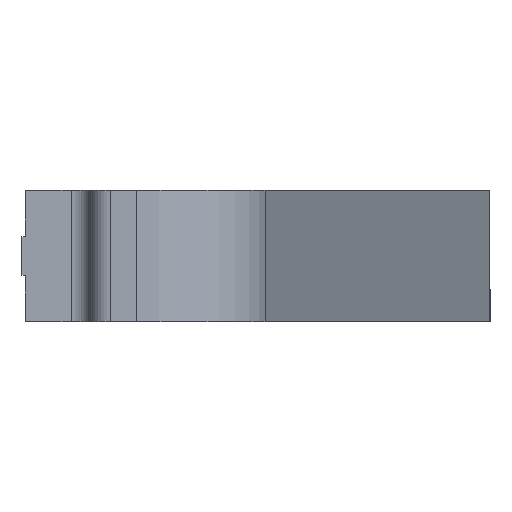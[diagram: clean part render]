
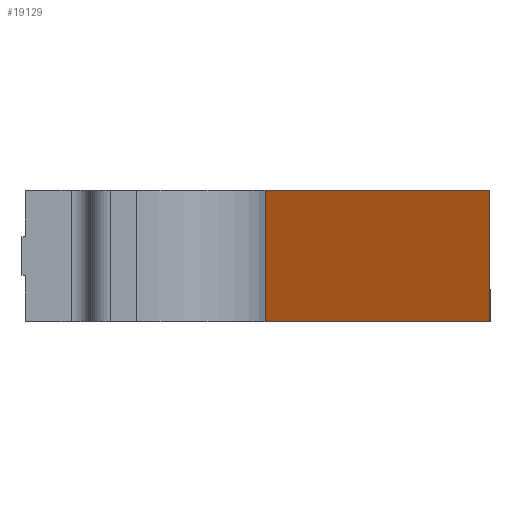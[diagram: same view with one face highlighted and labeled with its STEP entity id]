
A CAD part, front view. The second image highlights one B-rep face of the part: STEP entity #19129.
In plain terms, the highlighted planar face has unit normal (0.978, -0.208, 0).
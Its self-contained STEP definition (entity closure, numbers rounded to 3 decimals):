
#1384=FACE_OUTER_BOUND('',#2470,.T.);
#2470=EDGE_LOOP('',(#17381,#17382,#17383,#17384));
#2536=LINE('',#25266,#4957);
#4866=LINE('',#30590,#7287);
#4894=LINE('',#30656,#7315);
#4895=LINE('',#30657,#7316);
#4957=VECTOR('',#20456,10.);
#7287=VECTOR('',#25032,10.);
#7315=VECTOR('',#25114,10.);
#7316=VECTOR('',#25115,10.);
#7468=VERTEX_POINT('',#25263);
#7469=VERTEX_POINT('',#25265);
#9202=VERTEX_POINT('',#30588);
#9213=VERTEX_POINT('',#30655);
#9281=EDGE_CURVE('',#7468,#7469,#2536,.T.);
#11912=EDGE_CURVE('',#9202,#7468,#4866,.T.);
#11948=EDGE_CURVE('',#9213,#9202,#4894,.T.);
#11949=EDGE_CURVE('',#7469,#9213,#4895,.T.);
#17381=ORIENTED_EDGE('',*,*,#11912,.F.);
#17382=ORIENTED_EDGE('',*,*,#11948,.F.);
#17383=ORIENTED_EDGE('',*,*,#11949,.F.);
#17384=ORIENTED_EDGE('',*,*,#9281,.F.);
#18245=PLANE('',#20332);
#19129=ADVANCED_FACE('',(#1384),#18245,.T.);
#20332=AXIS2_PLACEMENT_3D('',#30654,#25112,#25113);
#20456=DIRECTION('',(-0.208,-0.978,0.));
#25032=DIRECTION('',(0.,0.,-1.));
#25112=DIRECTION('center_axis',(0.978,-0.208,0.));
#25113=DIRECTION('ref_axis',(0.208,0.978,0.));
#25114=DIRECTION('',(0.208,0.978,0.));
#25115=DIRECTION('',(0.,0.,1.));
#25263=CARTESIAN_POINT('',(60.721,-18.455,-110.));
#25265=CARTESIAN_POINT('',(26.563,-179.158,-110.));
#25266=CARTESIAN_POINT('',(26.563,-179.158,-110.));
#30588=CARTESIAN_POINT('',(60.721,-18.455,-90.));
#30590=CARTESIAN_POINT('',(60.721,-18.455,-100.));
#30654=CARTESIAN_POINT('Origin',(26.563,-179.158,-100.));
#30655=CARTESIAN_POINT('',(26.563,-179.158,-90.));
#30656=CARTESIAN_POINT('',(26.563,-179.158,-90.));
#30657=CARTESIAN_POINT('',(26.563,-179.158,-100.));
